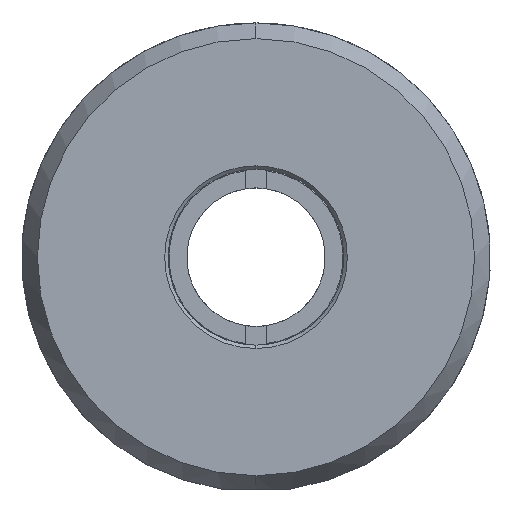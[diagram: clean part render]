
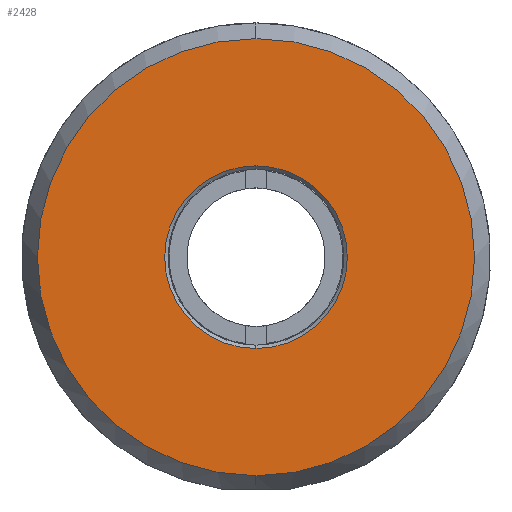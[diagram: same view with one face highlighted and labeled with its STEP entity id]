
A CAD part, top view. The second image highlights one B-rep face of the part: STEP entity #2428.
In plain terms, the highlighted planar face has unit normal (0, 0, 1).
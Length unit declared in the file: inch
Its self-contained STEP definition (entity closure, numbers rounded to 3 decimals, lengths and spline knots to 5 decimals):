
#25 = VERTEX_POINT ( 'NONE', #1747 ) ;
#44 = EDGE_LOOP ( 'NONE', ( #327, #182 ) ) ;
#182 = ORIENTED_EDGE ( 'NONE', *, *, #2668, .T. ) ;
#218 = VERTEX_POINT ( 'NONE', #1703 ) ;
#324 = ORIENTED_EDGE ( 'NONE', *, *, #2563, .T. ) ;
#327 = ORIENTED_EDGE ( 'NONE', *, *, #2551, .T. ) ;
#351 = VERTEX_POINT ( 'NONE', #1826 ) ;
#430 = VERTEX_POINT ( 'NONE', #1654 ) ;
#452 = EDGE_LOOP ( 'NONE', ( #324, #474 ) ) ;
#474 = ORIENTED_EDGE ( 'NONE', *, *, #2527, .T. ) ;
#541 = AXIS2_PLACEMENT_3D ( 'NONE', #1885, #1883, #1882 ) ;
#754 = FACE_OUTER_BOUND ( 'NONE', #44, .T. ) ;
#791 = FACE_BOUND ( 'NONE', #452, .T. ) ;
#917 = CIRCLE ( 'NONE', #932, 1.28262 ) ;
#932 = AXIS2_PLACEMENT_3D ( 'NONE', #2060, #2058, #2057 ) ;
#1000 = DIRECTION ( 'NONE',  ( 0., 0., -1. ) ) ;
#1116 = CARTESIAN_POINT ( 'NONE',  ( 148.63924, 185.82313, 0.5625 ) ) ;
#1177 = DIRECTION ( 'NONE',  ( 0., 0., 1. ) ) ;
#1227 = CARTESIAN_POINT ( 'NONE',  ( 148.63924, 185.82313, 0.5625 ) ) ;
#1232 = DIRECTION ( 'NONE',  ( 0., 1., 0. ) ) ;
#1287 = DIRECTION ( 'NONE',  ( -1., 0., 0. ) ) ;
#1406 = DIRECTION ( 'NONE',  ( 0., 1., 0. ) ) ;
#1407 = DIRECTION ( 'NONE',  ( 0., 0., -1. ) ) ;
#1410 = CARTESIAN_POINT ( 'NONE',  ( 148.63924, 185.82313, 0.5625 ) ) ;
#1654 = CARTESIAN_POINT ( 'NONE',  ( 148.63924, 187.10575, 0.5625 ) ) ;
#1703 = CARTESIAN_POINT ( 'NONE',  ( 148.63924, 185.28713, 0.5625 ) ) ;
#1747 = CARTESIAN_POINT ( 'NONE',  ( 148.63924, 186.35913, 0.5625 ) ) ;
#1826 = CARTESIAN_POINT ( 'NONE',  ( 148.63924, 184.54051, 0.5625 ) ) ;
#1882 = DIRECTION ( 'NONE',  ( 0., 1., 0. ) ) ;
#1883 = DIRECTION ( 'NONE',  ( 0., 0., 1. ) ) ;
#1885 = CARTESIAN_POINT ( 'NONE',  ( 148.63924, 185.82313, 0.5625 ) ) ;
#1888 = PLANE ( 'NONE',  #541 ) ;
#2057 = DIRECTION ( 'NONE',  ( -1., 0., 0. ) ) ;
#2058 = DIRECTION ( 'NONE',  ( 0., 0., 1. ) ) ;
#2060 = CARTESIAN_POINT ( 'NONE',  ( 148.63924, 185.82313, 0.5625 ) ) ;
#2231 = CIRCLE ( 'NONE', #2247, 0.536 ) ;
#2247 = AXIS2_PLACEMENT_3D ( 'NONE', #1227, #1000, #1232 ) ;
#2295 = AXIS2_PLACEMENT_3D ( 'NONE', #1410, #1407, #1406 ) ;
#2312 = CIRCLE ( 'NONE', #2295, 0.536 ) ;
#2324 = CIRCLE ( 'NONE', #2328, 1.28262 ) ;
#2328 = AXIS2_PLACEMENT_3D ( 'NONE', #1116, #1177, #1287 ) ;
#2428 = ADVANCED_FACE ( 'NONE', ( #791, #754 ), #1888, .T. ) ;
#2527 = EDGE_CURVE ( 'NONE', #25, #218, #2231, .T. ) ;
#2551 = EDGE_CURVE ( 'NONE', #430, #351, #2324, .T. ) ;
#2563 = EDGE_CURVE ( 'NONE', #218, #25, #2312, .T. ) ;
#2668 = EDGE_CURVE ( 'NONE', #351, #430, #917, .T. ) ;
